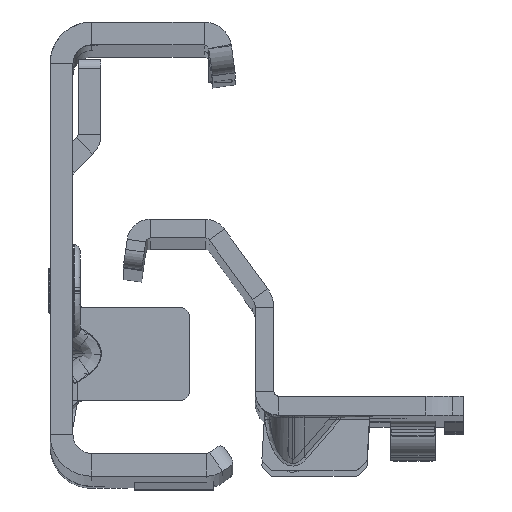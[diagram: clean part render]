
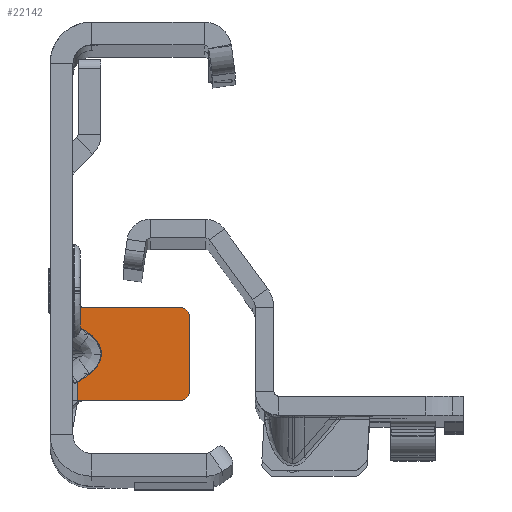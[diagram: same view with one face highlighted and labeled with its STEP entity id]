
A CAD part, top view. The second image highlights one B-rep face of the part: STEP entity #22142.
In plain terms, the highlighted planar face has unit normal (0, 0, 1).
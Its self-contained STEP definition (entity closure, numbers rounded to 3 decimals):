
#15 = CARTESIAN_POINT ( 'NONE',  ( 3.565, -8.657, -741.5 ) ) ;
#19 = DIRECTION ( 'NONE',  ( -0.816, 0.577, 0. ) ) ;
#144 = PLANE ( 'NONE',  #18031 ) ;
#975 = CARTESIAN_POINT ( 'NONE',  ( 0.5, -4.55, -741.5 ) ) ;
#1040 = CARTESIAN_POINT ( 'NONE',  ( 11.5, -14.55, -741.5 ) ) ;
#1771 = CARTESIAN_POINT ( 'NONE',  ( 0.5, 22.3, -741.5 ) ) ;
#2280 = VERTEX_POINT ( 'NONE', #3283 ) ;
#2291 = CARTESIAN_POINT ( 'NONE',  ( 0.71, -4.55, -741.5 ) ) ;
#2482 = AXIS2_PLACEMENT_3D ( 'NONE', #7999, #18827, #5359 ) ;
#2700 = LINE ( 'NONE', #3053, #23591 ) ;
#2822 = EDGE_CURVE ( 'NONE', #25280, #22750, #33236, .T. ) ;
#2994 = CARTESIAN_POINT ( 'NONE',  ( 0.57, -4.55, -741.5 ) ) ;
#3053 = CARTESIAN_POINT ( 'NONE',  ( 1.35, -7.091, -741.5 ) ) ;
#3283 = CARTESIAN_POINT ( 'NONE',  ( 0.5, -14.55, -741.5 ) ) ;
#4171 = ORIENTED_EDGE ( 'NONE', *, *, #13039, .T. ) ;
#4602 = VECTOR ( 'NONE', #12467, 1000. ) ;
#4687 = ORIENTED_EDGE ( 'NONE', *, *, #34544, .F. ) ;
#4953 = VERTEX_POINT ( 'NONE', #975 ) ;
#5359 = DIRECTION ( 'NONE',  ( 0., 1., 0. ) ) ;
#5679 = FACE_OUTER_BOUND ( 'NONE', #8608, .T. ) ;
#5720 = CARTESIAN_POINT ( 'NONE',  ( 1.778, -7.393, -741.5 ) ) ;
#6453 = VERTEX_POINT ( 'NONE', #19075 ) ;
#6642 = EDGE_CURVE ( 'NONE', #9549, #32715, #23982, .T. ) ;
#6919 = CARTESIAN_POINT ( 'NONE',  ( 12.5, -5.55, -741.5 ) ) ;
#6936 = ORIENTED_EDGE ( 'NONE', *, *, #31779, .T. ) ;
#7281 = ORIENTED_EDGE ( 'NONE', *, *, #18420, .F. ) ;
#7299 = EDGE_CURVE ( 'NONE', #13297, #6453, #10986, .T. ) ;
#7503 = ORIENTED_EDGE ( 'NONE', *, *, #6642, .F. ) ;
#7786 = DIRECTION ( 'NONE',  ( 0., 1., 0. ) ) ;
#7999 = CARTESIAN_POINT ( 'NONE',  ( 11.5, -13.55, -741.5 ) ) ;
#8484 = VERTEX_POINT ( 'NONE', #6919 ) ;
#8521 = CARTESIAN_POINT ( 'NONE',  ( 0.64, -14.55, -741.5 ) ) ;
#8544 = ORIENTED_EDGE ( 'NONE', *, *, #13921, .F. ) ;
#8608 = EDGE_LOOP ( 'NONE', ( #7281, #8544, #7503, #4687, #6936, #4171, #11447, #27235, #22671, #10704, #12022, #34565 ) ) ;
#8665 = CARTESIAN_POINT ( 'NONE',  ( -7.344, 22.3, -741.5 ) ) ;
#8767 = CIRCLE ( 'NONE', #13877, 1. ) ;
#9549 = VERTEX_POINT ( 'NONE', #19403 ) ;
#9861 = VECTOR ( 'NONE', #21972, 1000. ) ;
#9912 = EDGE_CURVE ( 'NONE', #4953, #22750, #14213, .T. ) ;
#10023 = DIRECTION ( 'NONE',  ( 0., 0., 1. ) ) ;
#10182 = CARTESIAN_POINT ( 'NONE',  ( 1.778, -7.393, -741.5 ) ) ;
#10276 = CARTESIAN_POINT ( 'NONE',  ( 0.5, 22.3, -741.5 ) ) ;
#10484 = CARTESIAN_POINT ( 'NONE',  ( 3.565, -10.443, -741.5 ) ) ;
#10574 = DIRECTION ( 'NONE',  ( 0., 1., 0. ) ) ;
#10704 = ORIENTED_EDGE ( 'NONE', *, *, #2822, .T. ) ;
#10977 = CARTESIAN_POINT ( 'NONE',  ( 0.64, -4.55, -741.5 ) ) ;
#10986 = CIRCLE ( 'NONE', #2482, 1. ) ;
#11330 = EDGE_CURVE ( 'NONE', #6453, #8484, #21234, .T. ) ;
#11337 = VECTOR ( 'NONE', #29646, 1000. ) ;
#11447 = ORIENTED_EDGE ( 'NONE', *, *, #7299, .T. ) ;
#12022 = ORIENTED_EDGE ( 'NONE', *, *, #9912, .F. ) ;
#12068 = CARTESIAN_POINT ( 'NONE',  ( 0.71, -14.55, -741.5 ) ) ;
#12467 = DIRECTION ( 'NONE',  ( 1., 0., 0. ) ) ;
#13039 = EDGE_CURVE ( 'NONE', #18120, #13297, #20439, .T. ) ;
#13297 = VERTEX_POINT ( 'NONE', #1040 ) ;
#13877 = AXIS2_PLACEMENT_3D ( 'NONE', #14746, #10023, #20857 ) ;
#13921 = EDGE_CURVE ( 'NONE', #32715, #14444, #17521, .T. ) ;
#14213 = B_SPLINE_CURVE_WITH_KNOTS ( 'NONE', 3,
 ( #21272, #2994, #10977, #2291 ),
 .UNSPECIFIED., .F., .F.,
 ( 4, 4 ),
 ( 0., 0. ),
 .UNSPECIFIED. ) ;
#14444 = VERTEX_POINT ( 'NONE', #10182 ) ;
#14746 = CARTESIAN_POINT ( 'NONE',  ( 11.5, -5.55, -741.5 ) ) ;
#15108 = VERTEX_POINT ( 'NONE', #15920 ) ;
#15920 = CARTESIAN_POINT ( 'NONE',  ( 0.5, -6.49, -741.5 ) ) ;
#15976 = CARTESIAN_POINT ( 'NONE',  ( 0.71, -4.55, -741.5 ) ) ;
#15999 = CARTESIAN_POINT ( 'NONE',  ( 1.778, -11.707, -741.5 ) ) ;
#17521 =( BOUNDED_CURVE ( )  B_SPLINE_CURVE ( 3, ( #15999, #10484, #15, #5720 ),
 .UNSPECIFIED., .F., .T. ) 
 B_SPLINE_CURVE_WITH_KNOTS ( ( 4, 4 ),
 ( 2.356, 3.927 ),
 .UNSPECIFIED. ) 
 CURVE ( )  GEOMETRIC_REPRESENTATION_ITEM ( )  RATIONAL_B_SPLINE_CURVE ( ( 1., 0.805, 0.805, 1. ) ) 
 REPRESENTATION_ITEM ( '' )  );
#17905 = LINE ( 'NONE', #1771, #29047 ) ;
#18031 = AXIS2_PLACEMENT_3D ( 'NONE', #8665, #22333, #22157 ) ;
#18094 = EDGE_CURVE ( 'NONE', #8484, #25280, #8767, .T. ) ;
#18120 = VERTEX_POINT ( 'NONE', #12068 ) ;
#18223 = DIRECTION ( 'NONE',  ( -1., 0., 0. ) ) ;
#18420 = EDGE_CURVE ( 'NONE', #14444, #15108, #2700, .T. ) ;
#18827 = DIRECTION ( 'NONE',  ( 0., 0., 1. ) ) ;
#18988 = LINE ( 'NONE', #10276, #11337 ) ;
#19075 = CARTESIAN_POINT ( 'NONE',  ( 12.5, -13.55, -741.5 ) ) ;
#19403 = CARTESIAN_POINT ( 'NONE',  ( 0.5, -12.61, -741.5 ) ) ;
#19509 = CARTESIAN_POINT ( 'NONE',  ( 0.71, -14.55, -741.5 ) ) ;
#19726 = CARTESIAN_POINT ( 'NONE',  ( 11.5, -4.55, -741.5 ) ) ;
#20359 = B_SPLINE_CURVE_WITH_KNOTS ( 'NONE', 3,
 ( #27186, #24520, #8521, #19509 ),
 .UNSPECIFIED., .F., .F.,
 ( 4, 4 ),
 ( 0., 0. ),
 .UNSPECIFIED. ) ;
#20439 = LINE ( 'NONE', #23814, #4602 ) ;
#20857 = DIRECTION ( 'NONE',  ( 0., 1., 0. ) ) ;
#21234 = LINE ( 'NONE', #32763, #31046 ) ;
#21272 = CARTESIAN_POINT ( 'NONE',  ( 0.5, -4.55, -741.5 ) ) ;
#21972 = DIRECTION ( 'NONE',  ( 0.816, 0.577, 0. ) ) ;
#22142 = ADVANCED_FACE ( 'NONE', ( #5679 ), #144, .F. ) ;
#22157 = DIRECTION ( 'NONE',  ( 0., 1., 0. ) ) ;
#22333 = DIRECTION ( 'NONE',  ( 0., 0., -1. ) ) ;
#22671 = ORIENTED_EDGE ( 'NONE', *, *, #18094, .T. ) ;
#22750 = VERTEX_POINT ( 'NONE', #15976 ) ;
#23591 = VECTOR ( 'NONE', #19, 1000. ) ;
#23814 = CARTESIAN_POINT ( 'NONE',  ( -7.344, -14.55, -741.5 ) ) ;
#23982 = LINE ( 'NONE', #24528, #9861 ) ;
#24520 = CARTESIAN_POINT ( 'NONE',  ( 0.57, -14.55, -741.5 ) ) ;
#24528 = CARTESIAN_POINT ( 'NONE',  ( 2.628, -11.106, -741.5 ) ) ;
#25280 = VERTEX_POINT ( 'NONE', #19726 ) ;
#25441 = CARTESIAN_POINT ( 'NONE',  ( -7.344, -4.55, -741.5 ) ) ;
#25506 = EDGE_CURVE ( 'NONE', #15108, #4953, #17905, .T. ) ;
#27186 = CARTESIAN_POINT ( 'NONE',  ( 0.5, -14.55, -741.5 ) ) ;
#27235 = ORIENTED_EDGE ( 'NONE', *, *, #11330, .T. ) ;
#27760 = VECTOR ( 'NONE', #18223, 1000. ) ;
#29047 = VECTOR ( 'NONE', #7786, 1000. ) ;
#29298 = CARTESIAN_POINT ( 'NONE',  ( 1.778, -11.707, -741.5 ) ) ;
#29646 = DIRECTION ( 'NONE',  ( 0., 1., 0. ) ) ;
#31046 = VECTOR ( 'NONE', #10574, 1000. ) ;
#31779 = EDGE_CURVE ( 'NONE', #2280, #18120, #20359, .T. ) ;
#32715 = VERTEX_POINT ( 'NONE', #29298 ) ;
#32763 = CARTESIAN_POINT ( 'NONE',  ( 12.5, 22.3, -741.5 ) ) ;
#33236 = LINE ( 'NONE', #25441, #27760 ) ;
#34544 = EDGE_CURVE ( 'NONE', #2280, #9549, #18988, .T. ) ;
#34565 = ORIENTED_EDGE ( 'NONE', *, *, #25506, .F. ) ;
